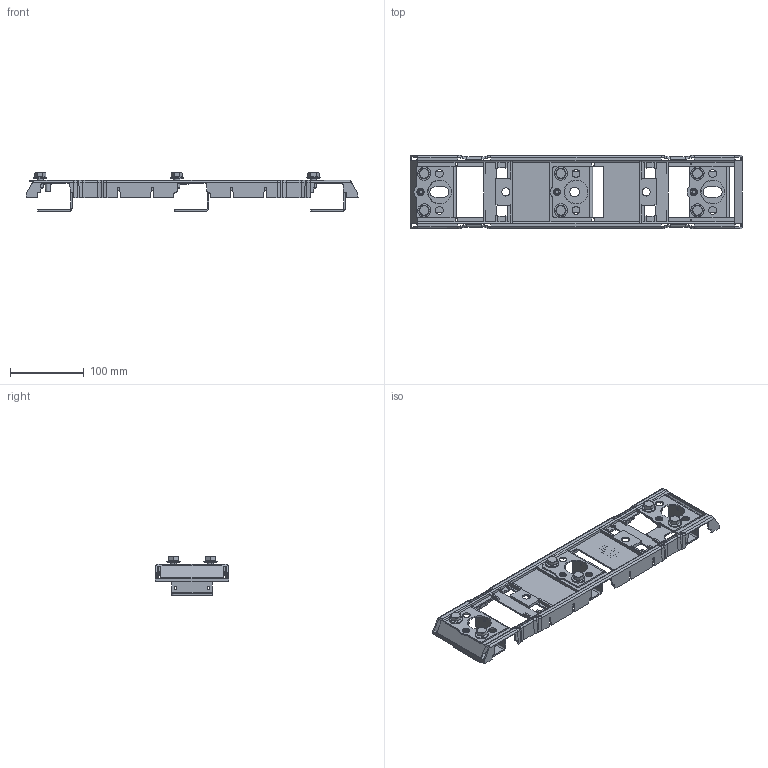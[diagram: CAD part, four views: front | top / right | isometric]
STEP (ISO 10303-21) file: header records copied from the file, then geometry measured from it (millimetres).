
FILE_DESCRIPTION((''),'2;1');
FILE_NAME('L8500605_L_ADAPTERLEISTE_AL-SL0_ASM','2021-05-13T',('marketing.praksa'),('Audax d.o.o.'),'CREO PARAMETRIC BY PTC INC, 2017480','CREO PARAMETRIC BY PTC INC, 2017480','');
FILE_SCHEMA(('AUTOMOTIVE_DESIGN { 1 0 10303 214 1 1 1 1 }'));
Length unit declared in the file: millimetre
Products named in the file (8): 68116_SENKSCHRAUBE_4X13; 155991_02_ADAPTERWINKEL__AL-SL0; 155991_07_ADAPTERWINKEL_AL-SL00; 67315_SECHSKANTSCHRAUBE__M8X16_; 66901_SPANNSCHEIBE_DIN_6796-8; PRT9548; WL-BAS; L8500605_L_ADAPTERLEISTE_AL-SL0_ASM
Assembly tree (20 placements, depth 2):
  L8500605_L_ADAPTERLEISTE_AL-SL0_ASM
    68116_SENKSCHRAUBE_4X13  x3
    155991_02_ADAPTERWINKEL__AL-SL0  x2
    155991_07_ADAPTERWINKEL_AL-SL00
    67315_SECHSKANTSCHRAUBE__M8X16_  x6
    66901_SPANNSCHEIBE_DIN_6796-8  x6
    PRT9548
    WL-BAS
Bounding box: 449.6 x 99.5 x 52.19 mm (x, y, z)
Volume: 154401.2 mm3; surface area: 163786.9 mm2
Topology: 22 solids, 22 shells, 1217 faces, 3586 edges, 2383 vertices
Faces by surface type: plane 710, cylinder 321, cone 148, torus 38
Entity records: 46395 total; most frequent: CARTESIAN_POINT 6992, ORIENTED_EDGE 6102, DIRECTION 5475, PRESENTATION_STYLE_ASSIGNMENT 3322, STYLED_ITEM 3271, CURVE_STYLE 3051, EDGE_CURVE 3051, VECTOR 2217
